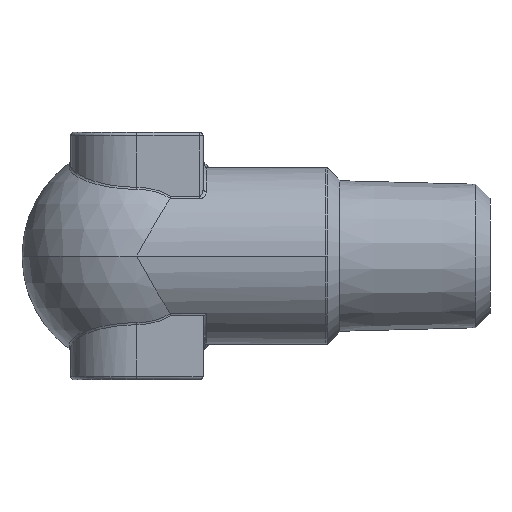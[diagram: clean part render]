
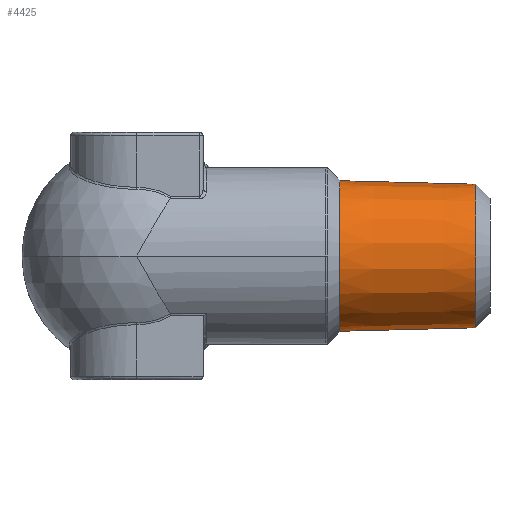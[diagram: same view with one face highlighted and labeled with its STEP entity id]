
A CAD part, left-side view. The second image highlights one B-rep face of the part: STEP entity #4425.
In plain terms, the highlighted conical face has half-angle 1.47 degrees and reference radius 4.262 mm.
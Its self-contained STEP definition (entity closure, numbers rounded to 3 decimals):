
#10 = CARTESIAN_POINT ( 'NONE',  ( 0., -11.5, 0. ) ) ;
#11 = DIRECTION ( 'NONE',  ( 0., 1., 0. ) ) ;
#12 = DIRECTION ( 'NONE',  ( 0., 0., 1. ) ) ;
#350 = ORIENTED_EDGE ( 'NONE', *, *, #3516, .F. ) ;
#352 = ORIENTED_EDGE ( 'NONE', *, *, #1776, .F. ) ;
#353 = ORIENTED_EDGE ( 'NONE', *, *, #1785, .T. ) ;
#355 = ORIENTED_EDGE ( 'NONE', *, *, #3510, .T. ) ;
#948 = DIRECTION ( 'NONE',  ( 0., -1., 0. ) ) ;
#961 = DIRECTION ( 'NONE',  ( 0., 0., -1. ) ) ;
#962 = DIRECTION ( 'NONE',  ( 0., -1., 0. ) ) ;
#964 = CARTESIAN_POINT ( 'NONE',  ( 0., -11.5, 0. ) ) ;
#982 = DIRECTION ( 'NONE',  ( 0., 0., -1. ) ) ;
#997 = CARTESIAN_POINT ( 'NONE',  ( 0., -19.2, 0. ) ) ;
#1600 = VERTEX_POINT ( 'NONE', #3775 ) ;
#1776 = EDGE_CURVE ( 'NONE', #2563, #2648, #2087, .T. ) ;
#1785 = EDGE_CURVE ( 'NONE', #2633, #1600, #2096, .T. ) ;
#1962 = AXIS2_PLACEMENT_3D ( 'NONE', #10, #11, #12 ) ;
#2046 = LINE ( 'NONE', #3397, #2047 ) ;
#2047 = VECTOR ( 'NONE', #3398, 1000. ) ;
#2052 = LINE ( 'NONE', #3414, #2054 ) ;
#2054 = VECTOR ( 'NONE', #3415, 1000. ) ;
#2087 = CIRCLE ( 'NONE', #4234, 4.064 ) ;
#2096 = CIRCLE ( 'NONE', #4243, 4.262 ) ;
#2299 = FACE_OUTER_BOUND ( 'NONE', #3665, .T. ) ;
#2300 = CONICAL_SURFACE ( 'NONE', #1962, 4.262, 0.026 ) ;
#2563 = VERTEX_POINT ( 'NONE', #3157 ) ;
#2633 = VERTEX_POINT ( 'NONE', #3227 ) ;
#2648 = VERTEX_POINT ( 'NONE', #3242 ) ;
#3157 = CARTESIAN_POINT ( 'NONE',  ( 0., -19.2, 4.064 ) ) ;
#3227 = CARTESIAN_POINT ( 'NONE',  ( 0., -11.5, 4.262 ) ) ;
#3242 = CARTESIAN_POINT ( 'NONE',  ( 0., -19.2, -4.064 ) ) ;
#3397 = CARTESIAN_POINT ( 'NONE',  ( 0., -11.5, 4.262 ) ) ;
#3398 = DIRECTION ( 'NONE',  ( 0., 1., 0.026 ) ) ;
#3414 = CARTESIAN_POINT ( 'NONE',  ( 0., -11.5, -4.262 ) ) ;
#3415 = DIRECTION ( 'NONE',  ( 0., 1., -0.026 ) ) ;
#3510 = EDGE_CURVE ( 'NONE', #2563, #2633, #2046, .T. ) ;
#3516 = EDGE_CURVE ( 'NONE', #2648, #1600, #2052, .T. ) ;
#3665 = EDGE_LOOP ( 'NONE', ( #350, #352, #355, #353 ) ) ;
#3775 = CARTESIAN_POINT ( 'NONE',  ( 0., -11.5, -4.262 ) ) ;
#4234 = AXIS2_PLACEMENT_3D ( 'NONE', #997, #948, #982 ) ;
#4243 = AXIS2_PLACEMENT_3D ( 'NONE', #964, #962, #961 ) ;
#4425 = ADVANCED_FACE ( 'NONE', ( #2299 ), #2300, .T. ) ;
